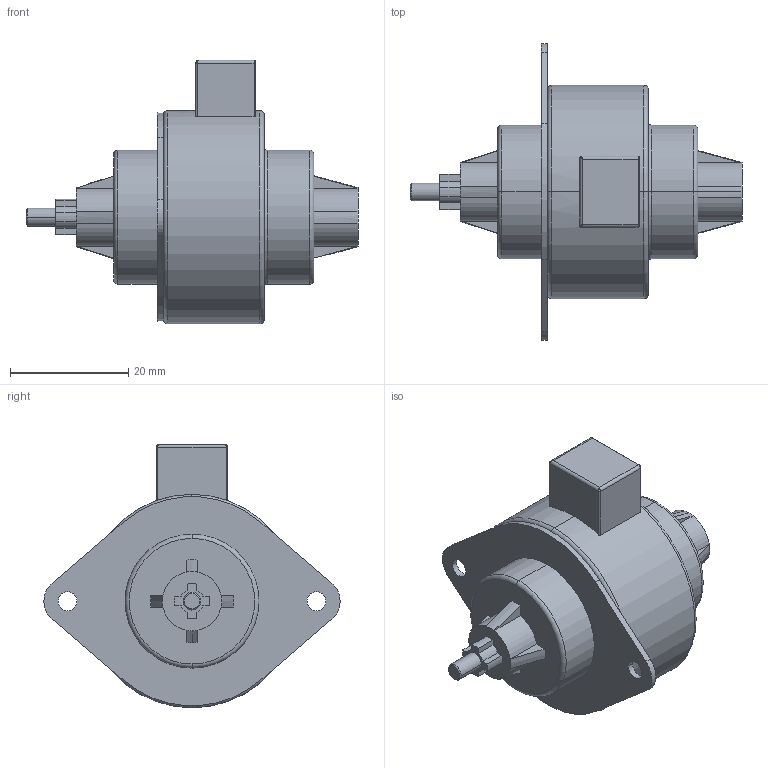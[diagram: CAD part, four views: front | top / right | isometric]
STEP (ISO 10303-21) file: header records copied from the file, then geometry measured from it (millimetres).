
FILE_DESCRIPTION (( 'STEP AP214' ), '1' );
FILE_NAME ('2E67050C-12AE-477B-AE6D-AD117117EEA1.STEP', '2023-05-02T08:14:28', ( '' ), ( '' ), 'SwSTEP 2.0', 'SolidWorks 2022', '' );
FILE_SCHEMA (( 'AUTOMOTIVE_DESIGN' ));
Length unit declared in the file: millimetre
Products named in the file (1): 2E67050C-12AE-477B-AE6D-AD117117EEA1
Bounding box: 56.04 x 50.01 x 44.5 mm (x, y, z)
Volume: 26627.5 mm3; surface area: 7162.9 mm2
Topology: 1 solids, 1 shells, 151 faces, 375 edges, 236 vertices
Faces by surface type: plane 83, cylinder 42, cone 12, torus 12, bspline 2
Entity records: 4579 total; most frequent: CARTESIAN_POINT 887, DIRECTION 775, ORIENTED_EDGE 746, EDGE_CURVE 373, AXIS2_PLACEMENT_3D 276, VERTEX_POINT 236, LINE 223, VECTOR 223
